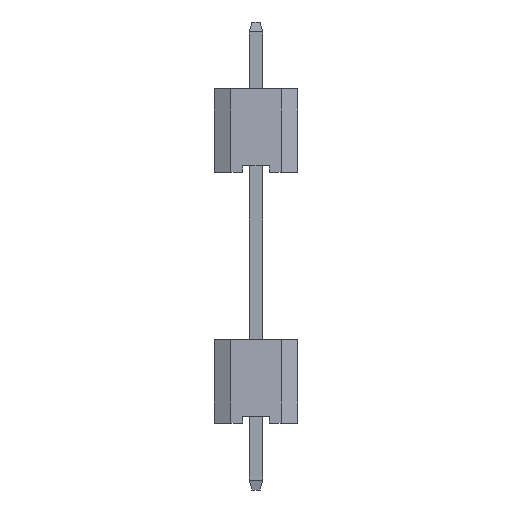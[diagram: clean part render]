
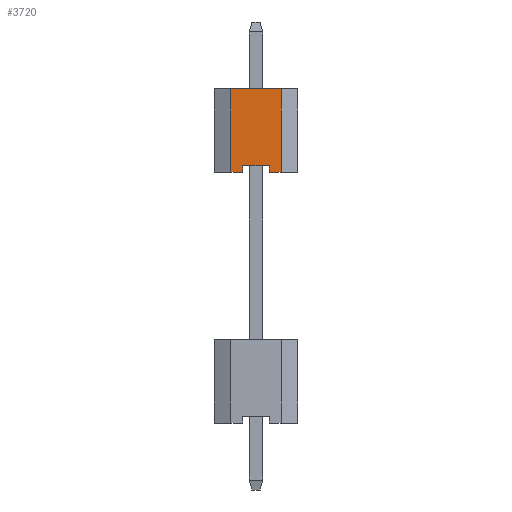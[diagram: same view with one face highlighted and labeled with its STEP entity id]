
A CAD part, left-side view. The second image highlights one B-rep face of the part: STEP entity #3720.
In plain terms, the highlighted planar face has unit normal (-1, 0, 0).
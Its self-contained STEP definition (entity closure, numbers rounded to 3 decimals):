
#35 = DIRECTION ( 'NONE',  ( 0., -1., 0. ) ) ;
#248 = VECTOR ( 'NONE', #5089, 1000. ) ;
#394 = EDGE_CURVE ( 'NONE', #3327, #4809, #6012, .T. ) ;
#409 = CARTESIAN_POINT ( 'NONE',  ( -12.7, -0.75, 7.5 ) ) ;
#538 = CARTESIAN_POINT ( 'NONE',  ( -12.7, -1.25, 7.5 ) ) ;
#668 = EDGE_CURVE ( 'NONE', #2704, #2208, #1529, .T. ) ;
#800 = ORIENTED_EDGE ( 'NONE', *, *, #668, .T. ) ;
#932 = DIRECTION ( 'NONE',  ( 0., -1., 0. ) ) ;
#1002 = LINE ( 'NONE', #5026, #4883 ) ;
#1279 = CARTESIAN_POINT ( 'NONE',  ( -12.7, -1.25, 10. ) ) ;
#1529 = LINE ( 'NONE', #538, #2078 ) ;
#1614 = LINE ( 'NONE', #5142, #4004 ) ;
#1976 = VECTOR ( 'NONE', #932, 1000. ) ;
#2027 = AXIS2_PLACEMENT_3D ( 'NONE', #3502, #4527, #5536 ) ;
#2078 = VECTOR ( 'NONE', #35, 1000. ) ;
#2208 = VERTEX_POINT ( 'NONE', #2447 ) ;
#2447 = CARTESIAN_POINT ( 'NONE',  ( -12.7, 0.4, 7.5 ) ) ;
#2540 = CARTESIAN_POINT ( 'NONE',  ( -12.7, -1.25, 7.5 ) ) ;
#2541 = CARTESIAN_POINT ( 'NONE',  ( -12.7, 0.4, 7.5 ) ) ;
#2704 = VERTEX_POINT ( 'NONE', #3663 ) ;
#2877 = ORIENTED_EDGE ( 'NONE', *, *, #2959, .T. ) ;
#2898 = DIRECTION ( 'NONE',  ( 0., 0., 1. ) ) ;
#2959 = EDGE_CURVE ( 'NONE', #4809, #5047, #1002, .T. ) ;
#3047 = EDGE_CURVE ( 'NONE', #4467, #6461, #5615, .T. ) ;
#3075 = CARTESIAN_POINT ( 'NONE',  ( -12.7, -0.4, 7.5 ) ) ;
#3327 = VERTEX_POINT ( 'NONE', #3075 ) ;
#3370 = EDGE_CURVE ( 'NONE', #3327, #4467, #1614, .T. ) ;
#3400 = PLANE ( 'NONE',  #2027 ) ;
#3502 = CARTESIAN_POINT ( 'NONE',  ( -12.7, -1.25, 10. ) ) ;
#3663 = CARTESIAN_POINT ( 'NONE',  ( -12.7, 0.75, 7.5 ) ) ;
#3720 = ADVANCED_FACE ( 'NONE', ( #5838 ), #3400, .F. ) ;
#4004 = VECTOR ( 'NONE', #5608, 1000. ) ;
#4108 = ORIENTED_EDGE ( 'NONE', *, *, #4867, .F. ) ;
#4293 = LINE ( 'NONE', #1279, #6080 ) ;
#4305 = CARTESIAN_POINT ( 'NONE',  ( -12.7, 0.75, 10. ) ) ;
#4349 = CARTESIAN_POINT ( 'NONE',  ( -12.7, 0.75, 2. ) ) ;
#4350 = VECTOR ( 'NONE', #4682, 1000. ) ;
#4388 = DIRECTION ( 'NONE',  ( 0., 0., 1. ) ) ;
#4412 = EDGE_CURVE ( 'NONE', #6291, #5047, #4293, .T. ) ;
#4421 = LINE ( 'NONE', #4349, #6407 ) ;
#4467 = VERTEX_POINT ( 'NONE', #5734 ) ;
#4527 = DIRECTION ( 'NONE',  ( 1., 0., 0. ) ) ;
#4650 = LINE ( 'NONE', #2541, #4350 ) ;
#4682 = DIRECTION ( 'NONE',  ( 0., 0., -1. ) ) ;
#4725 = ORIENTED_EDGE ( 'NONE', *, *, #394, .T. ) ;
#4742 = DIRECTION ( 'NONE',  ( 0., -1., 0. ) ) ;
#4809 = VERTEX_POINT ( 'NONE', #409 ) ;
#4827 = EDGE_LOOP ( 'NONE', ( #800, #5231, #6390, #6017, #4725, #2877, #5445, #4108 ) ) ;
#4867 = EDGE_CURVE ( 'NONE', #2704, #6291, #4421, .T. ) ;
#4883 = VECTOR ( 'NONE', #2898, 1000. ) ;
#5026 = CARTESIAN_POINT ( 'NONE',  ( -12.7, -0.75, 2. ) ) ;
#5047 = VERTEX_POINT ( 'NONE', #6300 ) ;
#5087 = CARTESIAN_POINT ( 'NONE',  ( -12.7, 0.4, 7.7 ) ) ;
#5089 = DIRECTION ( 'NONE',  ( 0., 1., 0. ) ) ;
#5142 = CARTESIAN_POINT ( 'NONE',  ( -12.7, -0.4, 7.5 ) ) ;
#5231 = ORIENTED_EDGE ( 'NONE', *, *, #5929, .F. ) ;
#5445 = ORIENTED_EDGE ( 'NONE', *, *, #4412, .F. ) ;
#5536 = DIRECTION ( 'NONE',  ( 0., 0., -1. ) ) ;
#5608 = DIRECTION ( 'NONE',  ( 0., 0., 1. ) ) ;
#5615 = LINE ( 'NONE', #6176, #248 ) ;
#5734 = CARTESIAN_POINT ( 'NONE',  ( -12.7, -0.4, 7.7 ) ) ;
#5838 = FACE_OUTER_BOUND ( 'NONE', #4827, .T. ) ;
#5929 = EDGE_CURVE ( 'NONE', #6461, #2208, #4650, .T. ) ;
#6012 = LINE ( 'NONE', #2540, #1976 ) ;
#6017 = ORIENTED_EDGE ( 'NONE', *, *, #3370, .F. ) ;
#6080 = VECTOR ( 'NONE', #4742, 1000. ) ;
#6176 = CARTESIAN_POINT ( 'NONE',  ( -12.7, 0.4, 7.7 ) ) ;
#6291 = VERTEX_POINT ( 'NONE', #4305 ) ;
#6300 = CARTESIAN_POINT ( 'NONE',  ( -12.7, -0.75, 10. ) ) ;
#6390 = ORIENTED_EDGE ( 'NONE', *, *, #3047, .F. ) ;
#6407 = VECTOR ( 'NONE', #4388, 1000. ) ;
#6461 = VERTEX_POINT ( 'NONE', #5087 ) ;
